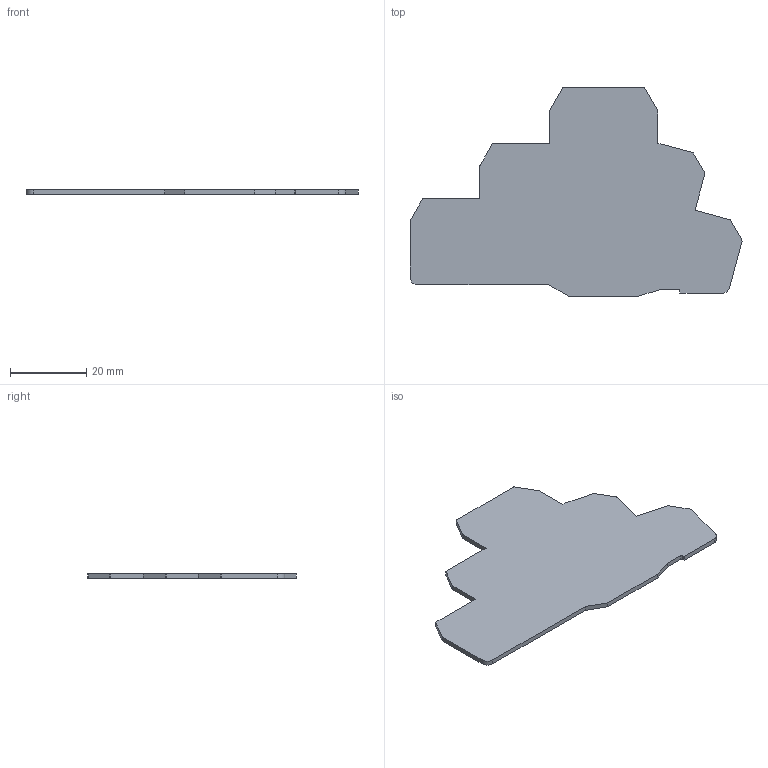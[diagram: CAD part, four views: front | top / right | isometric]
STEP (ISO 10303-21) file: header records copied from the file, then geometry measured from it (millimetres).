
FILE_DESCRIPTION (( 'STEP AP214' ), '1' );
FILE_NAME ('KN-ECTL.step', '2015-05-04T11:25:52', ( '' ), ( '' ), 'SwSTEP 2.0', 'SolidWorks 2014', '' );
FILE_SCHEMA (( 'AUTOMOTIVE_DESIGN' ));
Length unit declared in the file: millimetre
Products named in the file (1): KN-ECTL
Bounding box: 87.15 x 54.7 x 1.25 mm (x, y, z)
Volume: 3997.7 mm3; surface area: 6722.8 mm2
Topology: 1 solids, 1 shells, 43 faces, 123 edges, 82 vertices
Faces by surface type: plane 28, cylinder 15
Entity records: 1441 total; most frequent: CARTESIAN_POINT 249, ORIENTED_EDGE 246, DIRECTION 241, EDGE_CURVE 123, LINE 93, VECTOR 93, VERTEX_POINT 82, AXIS2_PLACEMENT_3D 74
